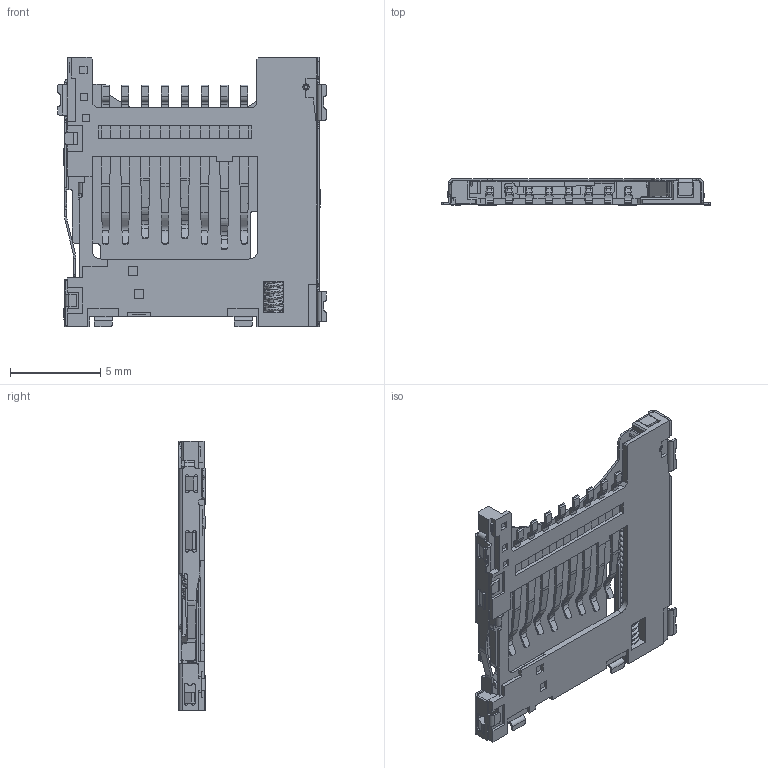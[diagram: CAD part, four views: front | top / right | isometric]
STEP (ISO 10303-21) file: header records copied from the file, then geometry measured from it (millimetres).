
FILE_DESCRIPTION(('STEP AP242'),'1');
FILE_NAME('mem2090-00-145-00-a.stp','2024-02-28T10:52:12',('TraceParts'),('TraceParts S.A.'),'Spatial InterOp 3D',' ',' ');
FILE_SCHEMA(('AP242_MANAGED_MODEL_BASED_3D_ENGINEERING_MIM_LF {1 0 10303 442 1 1 4}'));
Length unit declared in the file: millimetre
Products named in the file (1): mem2090-00-145-00-a
Bounding box: 14.94 x 1.45 x 14.95 mm (x, y, z)
Volume: 89.2 mm3; surface area: 912.7 mm2
Topology: 1 solids, 1 shells, 1555 faces, 4307 edges, 2710 vertices
Faces by surface type: plane 956, cylinder 468, bspline 115, torus 13, cone 2, sphere 1
Entity records: 66978 total; most frequent: CARTESIAN_POINT 22135, ORIENTED_EDGE 8614, DIRECTION 5996, EDGE_CURVE 4307, LINE 2754, VECTOR 2754, VERTEX_POINT 2710, AXIS2_PLACEMENT_3D 1621
